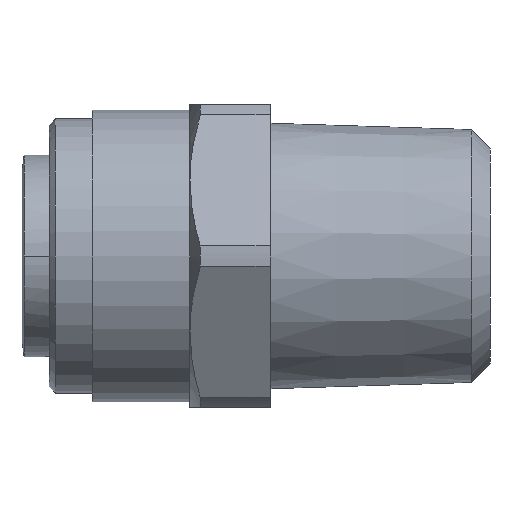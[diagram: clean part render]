
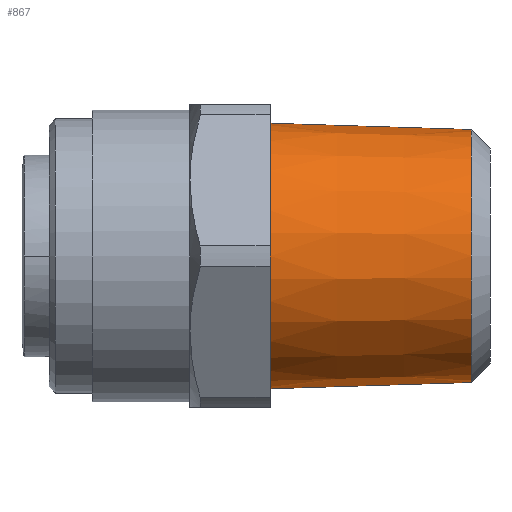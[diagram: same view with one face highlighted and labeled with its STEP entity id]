
A CAD part, left-side view. The second image highlights one B-rep face of the part: STEP entity #867.
In plain terms, the highlighted conical face has half-angle 1.79 degrees and reference radius 10.75 mm.
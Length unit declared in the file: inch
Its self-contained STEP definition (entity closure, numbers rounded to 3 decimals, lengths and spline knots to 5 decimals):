
#45 = DIRECTION ( 'NONE',  ( 0., 0., 1. ) ) ;
#229 = CARTESIAN_POINT ( 'NONE',  ( 0., 0.70079, -0.42323 ) ) ;
#264 = VECTOR ( 'NONE', #400, 39.37008 ) ;
#301 = EDGE_CURVE ( 'NONE', #1888, #1797, #745, .T. ) ;
#321 = LINE ( 'NONE', #1400, #264 ) ;
#334 = CARTESIAN_POINT ( 'NONE',  ( 0., 0.05903, 0.40317 ) ) ;
#340 = CARTESIAN_POINT ( 'NONE',  ( 0., 0.05903, 0. ) ) ;
#400 = DIRECTION ( 'NONE',  ( 0., 1., -0.031 ) ) ;
#438 = EDGE_CURVE ( 'NONE', #1797, #1294, #1965, .T. ) ;
#512 = DIRECTION ( 'NONE',  ( -1., 0., 0. ) ) ;
#544 = CARTESIAN_POINT ( 'NONE',  ( 0., 0.05903, -0.40317 ) ) ;
#555 = EDGE_CURVE ( 'NONE', #1294, #596, #1864, .T. ) ;
#596 = VERTEX_POINT ( 'NONE', #229 ) ;
#652 = DIRECTION ( 'NONE',  ( 0., 1., 0. ) ) ;
#745 = CIRCLE ( 'NONE', #1301, 0.40317 ) ;
#827 = EDGE_LOOP ( 'NONE', ( #1078, #1112, #1057, #1787 ) ) ;
#864 = DIRECTION ( 'NONE',  ( 0., 1., 0.031 ) ) ;
#867 = ADVANCED_FACE ( 'NONE', ( #1497 ), #1001, .T. ) ;
#967 = DIRECTION ( 'NONE',  ( 0., 0., 1. ) ) ;
#1001 = CONICAL_SURFACE ( 'NONE', #2170, 0.42323, 0.031 ) ;
#1030 = VECTOR ( 'NONE', #864, 39.37008 ) ;
#1044 = DIRECTION ( 'NONE',  ( 0., -1., 0. ) ) ;
#1057 = ORIENTED_EDGE ( 'NONE', *, *, #438, .T. ) ;
#1078 = ORIENTED_EDGE ( 'NONE', *, *, #1544, .F. ) ;
#1112 = ORIENTED_EDGE ( 'NONE', *, *, #301, .T. ) ;
#1189 = CARTESIAN_POINT ( 'NONE',  ( 0., 0.70079, 0.42323 ) ) ;
#1294 = VERTEX_POINT ( 'NONE', #1189 ) ;
#1301 = AXIS2_PLACEMENT_3D ( 'NONE', #340, #1508, #512 ) ;
#1400 = CARTESIAN_POINT ( 'NONE',  ( 0., 0.70079, -0.42323 ) ) ;
#1470 = CARTESIAN_POINT ( 'NONE',  ( 0., 0.70079, 0. ) ) ;
#1497 = FACE_OUTER_BOUND ( 'NONE', #827, .T. ) ;
#1508 = DIRECTION ( 'NONE',  ( 0., 1., 0. ) ) ;
#1544 = EDGE_CURVE ( 'NONE', #1888, #596, #321, .T. ) ;
#1697 = CARTESIAN_POINT ( 'NONE',  ( 0., 0.70079, 0.42323 ) ) ;
#1787 = ORIENTED_EDGE ( 'NONE', *, *, #555, .T. ) ;
#1797 = VERTEX_POINT ( 'NONE', #334 ) ;
#1864 = CIRCLE ( 'NONE', #2126, 0.42323 ) ;
#1888 = VERTEX_POINT ( 'NONE', #544 ) ;
#1965 = LINE ( 'NONE', #1697, #1030 ) ;
#2041 = CARTESIAN_POINT ( 'NONE',  ( 0., 0.70079, 0. ) ) ;
#2126 = AXIS2_PLACEMENT_3D ( 'NONE', #2041, #1044, #45 ) ;
#2170 = AXIS2_PLACEMENT_3D ( 'NONE', #1470, #652, #967 ) ;
